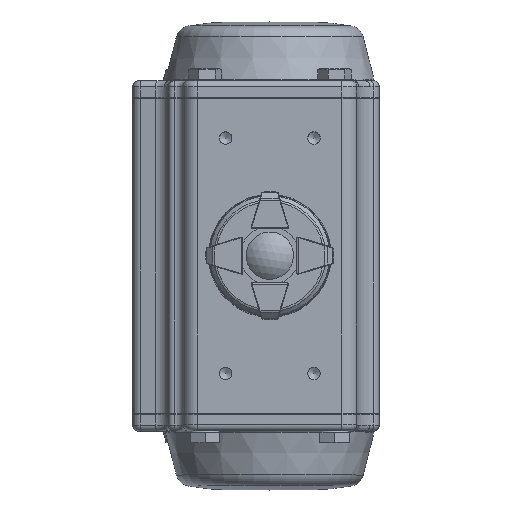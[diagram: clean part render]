
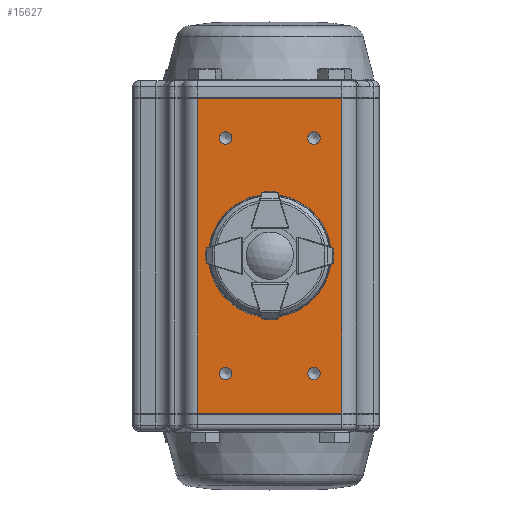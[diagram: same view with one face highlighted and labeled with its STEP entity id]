
A CAD part, top view. The second image highlights one B-rep face of the part: STEP entity #15627.
In plain terms, the highlighted face is planar.
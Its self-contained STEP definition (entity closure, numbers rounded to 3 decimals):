
#1145=CIRCLE('',#16617,2.1);
#1147=CIRCLE('',#16621,2.1);
#1149=CIRCLE('',#16625,2.1);
#1151=CIRCLE('',#16629,2.1);
#1153=CIRCLE('',#16632,12.45);
#2513=ORIENTED_EDGE('',*,*,#6239,.F.);
#2514=ORIENTED_EDGE('',*,*,#6334,.F.);
#2515=ORIENTED_EDGE('',*,*,#6301,.T.);
#2516=ORIENTED_EDGE('',*,*,#6335,.T.);
#2517=ORIENTED_EDGE('',*,*,#6196,.T.);
#2518=ORIENTED_EDGE('',*,*,#6194,.F.);
#2519=ORIENTED_EDGE('',*,*,#6192,.F.);
#2520=ORIENTED_EDGE('',*,*,#6190,.F.);
#2521=ORIENTED_EDGE('',*,*,#6188,.F.);
#6188=EDGE_CURVE('',#8252,#8252,#1145,.T.);
#6190=EDGE_CURVE('',#8255,#8255,#1147,.T.);
#6192=EDGE_CURVE('',#8258,#8258,#1149,.T.);
#6194=EDGE_CURVE('',#8261,#8261,#1151,.T.);
#6196=EDGE_CURVE('',#8263,#8263,#1153,.T.);
#6239=EDGE_CURVE('',#8295,#8296,#9492,.T.);
#6301=EDGE_CURVE('',#8358,#8357,#9518,.T.);
#6334=EDGE_CURVE('',#8358,#8295,#9534,.T.);
#6335=EDGE_CURVE('',#8357,#8296,#9535,.T.);
#8252=VERTEX_POINT('',#23104);
#8255=VERTEX_POINT('',#23111);
#8258=VERTEX_POINT('',#23118);
#8261=VERTEX_POINT('',#23125);
#8263=VERTEX_POINT('',#23130);
#8295=VERTEX_POINT('',#23216);
#8296=VERTEX_POINT('',#23218);
#8357=VERTEX_POINT('',#23341);
#8358=VERTEX_POINT('',#23343);
#9492=LINE('',#23217,#10413);
#9518=LINE('',#23342,#10439);
#9534=LINE('',#23407,#10455);
#9535=LINE('',#23409,#10456);
#10413=VECTOR('',#18664,1000.);
#10439=VECTOR('',#18764,1000.);
#10455=VECTOR('',#18822,1000.);
#10456=VECTOR('',#18825,1000.);
#11499=EDGE_LOOP('',(#2513,#2514,#2515,#2516));
#11500=EDGE_LOOP('',(#2517));
#11501=EDGE_LOOP('',(#2518));
#11502=EDGE_LOOP('',(#2519));
#11503=EDGE_LOOP('',(#2520));
#11504=EDGE_LOOP('',(#2521));
#12631=FACE_BOUND('',#11499,.T.);
#12632=FACE_BOUND('',#11500,.T.);
#12633=FACE_BOUND('',#11501,.T.);
#12634=FACE_BOUND('',#11502,.T.);
#12635=FACE_BOUND('',#11503,.T.);
#12636=FACE_BOUND('',#11504,.T.);
#13576=PLANE('',#16758);
#15627=ADVANCED_FACE('',(#12631,#12632,#12633,#12634,#12635,#12636),#13576,
 .T.);
#16617=AXIS2_PLACEMENT_3D('',#23103,#18549,#18550);
#16621=AXIS2_PLACEMENT_3D('',#23110,#18557,#18558);
#16625=AXIS2_PLACEMENT_3D('',#23117,#18565,#18566);
#16629=AXIS2_PLACEMENT_3D('',#23124,#18573,#18574);
#16632=AXIS2_PLACEMENT_3D('',#23129,#18579,#18580);
#16758=AXIS2_PLACEMENT_3D('',#23545,#18966,#18967);
#18549=DIRECTION('',(0.,1.,0.));
#18550=DIRECTION('',(0.,0.,1.));
#18557=DIRECTION('',(0.,1.,0.));
#18558=DIRECTION('',(0.,0.,1.));
#18565=DIRECTION('',(0.,1.,0.));
#18566=DIRECTION('',(0.,0.,1.));
#18573=DIRECTION('',(0.,1.,0.));
#18574=DIRECTION('',(0.,0.,1.));
#18579=DIRECTION('',(0.,-1.,0.));
#18580=DIRECTION('',(0.,0.,1.));
#18664=DIRECTION('',(1.,0.,0.));
#18764=DIRECTION('',(1.,0.,0.));
#18822=DIRECTION('',(0.,0.,-1.));
#18825=DIRECTION('',(0.,0.,-1.));
#18966=DIRECTION('',(0.,1.,0.));
#18967=DIRECTION('',(1.,0.,0.));
#23103=CARTESIAN_POINT('',(-15.,42.35,40.));
#23104=CARTESIAN_POINT('',(-15.,42.35,42.1));
#23110=CARTESIAN_POINT('',(15.,42.35,40.));
#23111=CARTESIAN_POINT('',(15.,42.35,42.1));
#23117=CARTESIAN_POINT('',(15.,42.35,-40.));
#23118=CARTESIAN_POINT('',(15.,42.35,-37.9));
#23124=CARTESIAN_POINT('',(-15.,42.35,-40.));
#23125=CARTESIAN_POINT('',(-15.,42.35,-37.9));
#23129=CARTESIAN_POINT('',(0.,42.35,0.));
#23130=CARTESIAN_POINT('',(0.,42.35,12.45));
#23216=CARTESIAN_POINT('',(-24.5,42.35,-53.5));
#23217=CARTESIAN_POINT('',(-24.5,42.35,-53.5));
#23218=CARTESIAN_POINT('',(24.5,42.35,-53.5));
#23341=CARTESIAN_POINT('',(24.5,42.35,53.5));
#23342=CARTESIAN_POINT('',(-24.5,42.35,53.5));
#23343=CARTESIAN_POINT('',(-24.5,42.35,53.5));
#23407=CARTESIAN_POINT('',(-24.5,42.35,53.5));
#23409=CARTESIAN_POINT('',(24.5,42.35,53.5));
#23545=CARTESIAN_POINT('',(-24.5,42.35,53.5));
